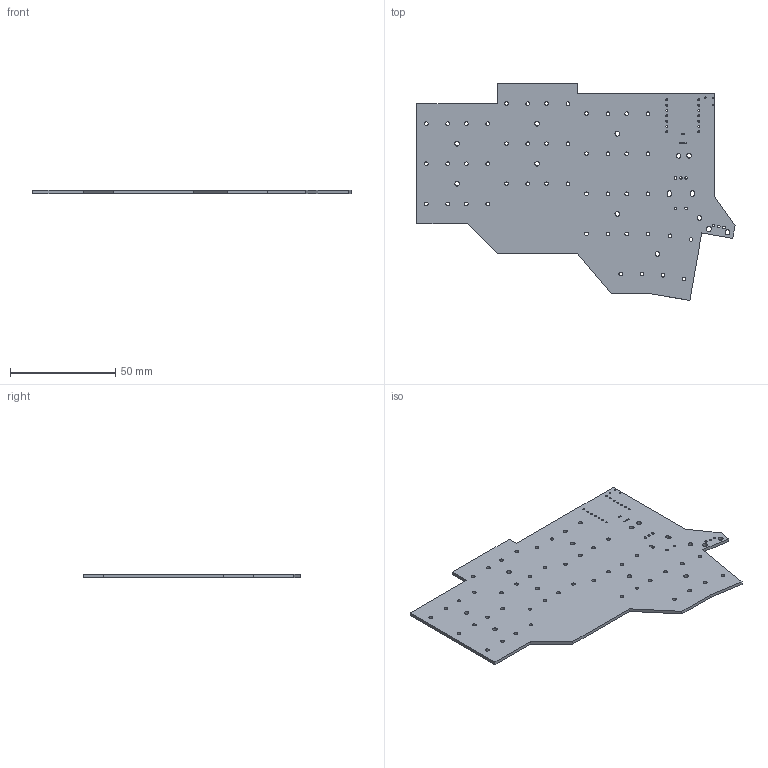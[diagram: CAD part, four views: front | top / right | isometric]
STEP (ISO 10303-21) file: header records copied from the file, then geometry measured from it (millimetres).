
FILE_DESCRIPTION(('KiCad electronic assembly'),'2;1');
FILE_NAME('SplitHallBoard.step','2025-04-14T16:13:22',('Pcbnew'),( 'Kicad'),'Open CASCADE STEP processor 7.9','KiCad to STEP converter' ,'Unknown');
FILE_SCHEMA(('AUTOMOTIVE_DESIGN { 1 0 10303 214 1 1 1 1 }'));
Length unit declared in the file: millimetre
Products named in the file (2): SplitHallBoard 1; SplitHallBoard_PCB
Assembly tree (1 placements, depth 2):
  SplitHallBoard 1
    SplitHallBoard_PCB
Bounding box: 151.24 x 103.03 x 1.51 mm (x, y, z)
Volume: 16817.7 mm3; surface area: 23654.9 mm2
Topology: 1 solids, 1 shells, 123 faces, 363 edges, 242 vertices
Faces by surface type: cylinder 95, plane 28
Full cylindrical faces by diameter (mm): 0.5 x6, 0.6 x2, 0.65 x1, 0.889 x14, 1.2 x8, 1.75 x46, 2.2 x10
Entity records: 4608 total; most frequent: DIRECTION 803, CARTESIAN_POINT 730, ORIENTED_EDGE 726, EDGE_CURVE 363, AXIS2_PLACEMENT_3D 315, FACE_BOUND 305, EDGE_LOOP 305, VERTEX_POINT 242
